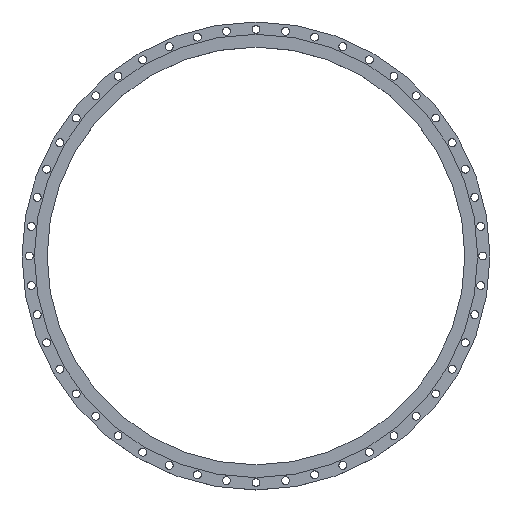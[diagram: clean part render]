
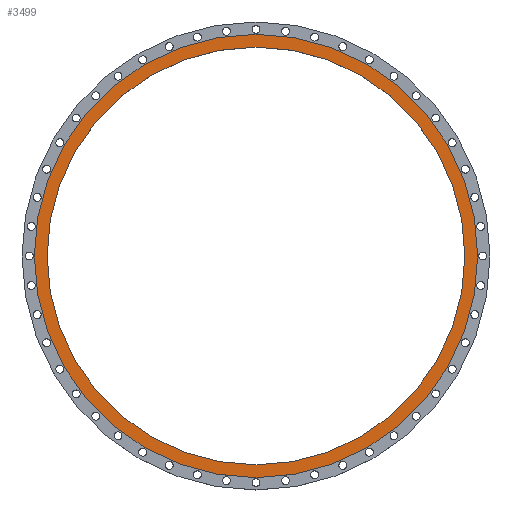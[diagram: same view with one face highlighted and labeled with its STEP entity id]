
A CAD part, top view. The second image highlights one B-rep face of the part: STEP entity #3499.
In plain terms, the highlighted planar face has unit normal (0, 0, 1).
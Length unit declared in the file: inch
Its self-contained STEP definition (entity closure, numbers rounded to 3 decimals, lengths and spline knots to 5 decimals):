
#56 = DIRECTION ( 'NONE',  ( 1., 0., 0. ) ) ;
#575 = CIRCLE ( 'NONE', #973, 26.5 ) ;
#590 = ORIENTED_EDGE ( 'NONE', *, *, #3664, .T. ) ;
#706 = CARTESIAN_POINT ( 'NONE',  ( 0., 26.5, 0. ) ) ;
#911 = EDGE_CURVE ( 'NONE', #1333, #2567, #575, .T. ) ;
#960 = DIRECTION ( 'NONE',  ( 0., 0., 1. ) ) ;
#973 = AXIS2_PLACEMENT_3D ( 'NONE', #3748, #3810, #1569 ) ;
#1006 = CARTESIAN_POINT ( 'NONE',  ( 26.5, 0., 0. ) ) ;
#1042 = FACE_OUTER_BOUND ( 'NONE', #1517, .T. ) ;
#1333 = VERTEX_POINT ( 'NONE', #2854 ) ;
#1451 = VERTEX_POINT ( 'NONE', #1747 ) ;
#1517 = EDGE_LOOP ( 'NONE', ( #590, #1805 ) ) ;
#1545 = DIRECTION ( 'NONE',  ( 1., 0., 0. ) ) ;
#1569 = DIRECTION ( 'NONE',  ( 1., 0., 0. ) ) ;
#1606 = CARTESIAN_POINT ( 'NONE',  ( 0., 0., 0. ) ) ;
#1619 = DIRECTION ( 'NONE',  ( -1., 0., 0. ) ) ;
#1669 = AXIS2_PLACEMENT_3D ( 'NONE', #3105, #960, #1545 ) ;
#1747 = CARTESIAN_POINT ( 'NONE',  ( 28.125, 0., 0. ) ) ;
#1805 = ORIENTED_EDGE ( 'NONE', *, *, #3918, .T. ) ;
#1856 = DIRECTION ( 'NONE',  ( 0., 0., 1. ) ) ;
#1863 = ORIENTED_EDGE ( 'NONE', *, *, #911, .F. ) ;
#1996 = AXIS2_PLACEMENT_3D ( 'NONE', #3894, #3854, #2316 ) ;
#1997 = CIRCLE ( 'NONE', #1996, 26.5 ) ;
#2236 = CARTESIAN_POINT ( 'NONE',  ( -28.125, 0., 0. ) ) ;
#2316 = DIRECTION ( 'NONE',  ( 1., 0., 0. ) ) ;
#2567 = VERTEX_POINT ( 'NONE', #1006 ) ;
#2593 = VERTEX_POINT ( 'NONE', #2236 ) ;
#2653 = AXIS2_PLACEMENT_3D ( 'NONE', #706, #3224, #1619 ) ;
#2854 = CARTESIAN_POINT ( 'NONE',  ( -26.5, 0., 0. ) ) ;
#2883 = PLANE ( 'NONE',  #2653 ) ;
#2959 = ORIENTED_EDGE ( 'NONE', *, *, #3716, .F. ) ;
#2983 = EDGE_LOOP ( 'NONE', ( #2959, #1863 ) ) ;
#3105 = CARTESIAN_POINT ( 'NONE',  ( 0., 0., 0. ) ) ;
#3224 = DIRECTION ( 'NONE',  ( 0., 0., -1. ) ) ;
#3443 = CIRCLE ( 'NONE', #1669, 28.125 ) ;
#3499 = ADVANCED_FACE ( 'NONE', ( #3847, #1042 ), #2883, .F. ) ;
#3664 = EDGE_CURVE ( 'NONE', #1451, #2593, #3900, .T. ) ;
#3716 = EDGE_CURVE ( 'NONE', #2567, #1333, #1997, .T. ) ;
#3748 = CARTESIAN_POINT ( 'NONE',  ( 0., 0., 0. ) ) ;
#3767 = AXIS2_PLACEMENT_3D ( 'NONE', #1606, #1856, #56 ) ;
#3810 = DIRECTION ( 'NONE',  ( 0., 0., 1. ) ) ;
#3847 = FACE_BOUND ( 'NONE', #2983, .T. ) ;
#3854 = DIRECTION ( 'NONE',  ( 0., 0., 1. ) ) ;
#3894 = CARTESIAN_POINT ( 'NONE',  ( 0., 0., 0. ) ) ;
#3900 = CIRCLE ( 'NONE', #3767, 28.125 ) ;
#3918 = EDGE_CURVE ( 'NONE', #2593, #1451, #3443, .T. ) ;
